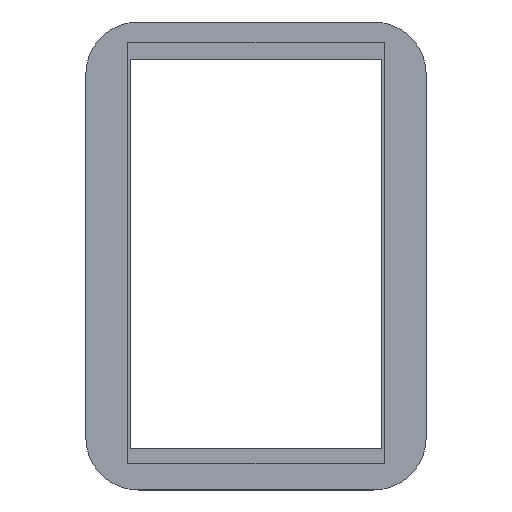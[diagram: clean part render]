
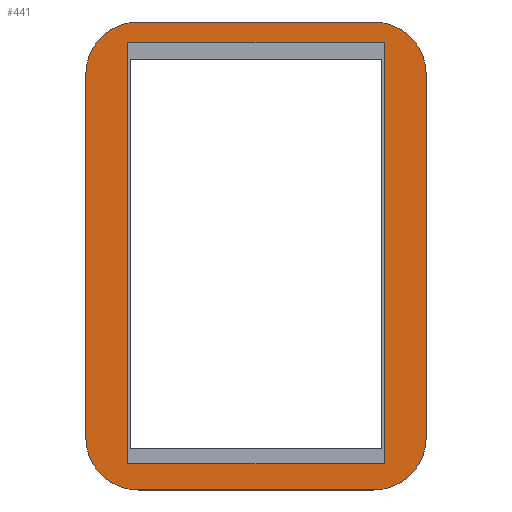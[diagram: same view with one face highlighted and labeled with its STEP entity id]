
A CAD part, top view. The second image highlights one B-rep face of the part: STEP entity #441.
In plain terms, the highlighted planar face has unit normal (0, 0, 1).
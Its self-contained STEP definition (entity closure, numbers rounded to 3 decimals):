
#13=CIRCLE('',#479,12.5);
#15=CIRCLE('',#483,12.5);
#16=CIRCLE('',#484,12.5);
#17=CIRCLE('',#485,12.5);
#31=FACE_BOUND('',#72,.T.);
#45=FACE_OUTER_BOUND('',#71,.T.);
#71=EDGE_LOOP('',(#345,#346,#347,#348,#349,#350,#351,#352));
#72=EDGE_LOOP('',(#353,#354,#355,#356));
#111=LINE('',#680,#163);
#114=LINE('',#686,#166);
#115=LINE('',#690,#167);
#116=LINE('',#694,#168);
#117=LINE('',#698,#169);
#118=LINE('',#700,#170);
#119=LINE('',#702,#171);
#120=LINE('',#703,#172);
#163=VECTOR('',#556,10.);
#166=VECTOR('',#561,10.);
#167=VECTOR('',#564,10.);
#168=VECTOR('',#567,10.);
#169=VECTOR('',#570,10.);
#170=VECTOR('',#571,10.);
#171=VECTOR('',#572,10.);
#172=VECTOR('',#573,10.);
#205=VERTEX_POINT('',#670);
#206=VERTEX_POINT('',#671);
#209=VERTEX_POINT('',#679);
#211=VERTEX_POINT('',#685);
#212=VERTEX_POINT('',#687);
#213=VERTEX_POINT('',#689);
#214=VERTEX_POINT('',#691);
#215=VERTEX_POINT('',#693);
#216=VERTEX_POINT('',#696);
#217=VERTEX_POINT('',#697);
#218=VERTEX_POINT('',#699);
#219=VERTEX_POINT('',#701);
#253=EDGE_CURVE('',#205,#206,#13,.T.);
#257=EDGE_CURVE('',#209,#206,#111,.T.);
#260=EDGE_CURVE('',#205,#211,#114,.T.);
#261=EDGE_CURVE('',#212,#211,#15,.T.);
#262=EDGE_CURVE('',#212,#213,#115,.T.);
#263=EDGE_CURVE('',#214,#213,#16,.T.);
#264=EDGE_CURVE('',#214,#215,#116,.T.);
#265=EDGE_CURVE('',#209,#215,#17,.T.);
#266=EDGE_CURVE('',#216,#217,#117,.T.);
#267=EDGE_CURVE('',#217,#218,#118,.T.);
#268=EDGE_CURVE('',#218,#219,#119,.T.);
#269=EDGE_CURVE('',#219,#216,#120,.T.);
#345=ORIENTED_EDGE('',*,*,#253,.F.);
#346=ORIENTED_EDGE('',*,*,#260,.T.);
#347=ORIENTED_EDGE('',*,*,#261,.F.);
#348=ORIENTED_EDGE('',*,*,#262,.T.);
#349=ORIENTED_EDGE('',*,*,#263,.F.);
#350=ORIENTED_EDGE('',*,*,#264,.T.);
#351=ORIENTED_EDGE('',*,*,#265,.F.);
#352=ORIENTED_EDGE('',*,*,#257,.T.);
#353=ORIENTED_EDGE('',*,*,#266,.T.);
#354=ORIENTED_EDGE('',*,*,#267,.T.);
#355=ORIENTED_EDGE('',*,*,#268,.T.);
#356=ORIENTED_EDGE('',*,*,#269,.T.);
#420=PLANE('',#482);
#441=ADVANCED_FACE('',(#45,#31),#420,.T.);
#479=AXIS2_PLACEMENT_3D('',#672,#548,#549);
#482=AXIS2_PLACEMENT_3D('',#684,#559,#560);
#483=AXIS2_PLACEMENT_3D('',#688,#562,#563);
#484=AXIS2_PLACEMENT_3D('',#692,#565,#566);
#485=AXIS2_PLACEMENT_3D('',#695,#568,#569);
#548=DIRECTION('center_axis',(0.,0.,-1.));
#549=DIRECTION('ref_axis',(-0.707,0.707,0.));
#556=DIRECTION('',(-1.,0.,0.));
#559=DIRECTION('center_axis',(0.,0.,1.));
#560=DIRECTION('ref_axis',(1.,0.,0.));
#561=DIRECTION('',(0.,-1.,0.));
#562=DIRECTION('center_axis',(0.,0.,-1.));
#563=DIRECTION('ref_axis',(-0.707,-0.707,0.));
#564=DIRECTION('',(1.,0.,0.));
#565=DIRECTION('center_axis',(0.,0.,-1.));
#566=DIRECTION('ref_axis',(0.707,-0.707,0.));
#567=DIRECTION('',(0.,1.,0.));
#568=DIRECTION('center_axis',(0.,0.,-1.));
#569=DIRECTION('ref_axis',(0.707,0.707,0.));
#570=DIRECTION('',(0.,1.,0.));
#571=DIRECTION('',(1.,0.,0.));
#572=DIRECTION('',(0.,-1.,0.));
#573=DIRECTION('',(-1.,0.,0.));
#670=CARTESIAN_POINT('',(-40.6,23.3,0.6));
#671=CARTESIAN_POINT('',(-28.1,35.8,0.6));
#672=CARTESIAN_POINT('Origin',(-28.1,23.3,0.6));
#679=CARTESIAN_POINT('',(28.1,35.8,0.6));
#680=CARTESIAN_POINT('',(-40.6,35.8,0.6));
#684=CARTESIAN_POINT('Origin',(0.,-20.,0.6));
#685=CARTESIAN_POINT('',(-40.6,-63.3,0.6));
#686=CARTESIAN_POINT('',(-40.6,-75.8,0.6));
#687=CARTESIAN_POINT('',(-28.1,-75.8,0.6));
#688=CARTESIAN_POINT('Origin',(-28.1,-63.3,0.6));
#689=CARTESIAN_POINT('',(28.1,-75.8,0.6));
#690=CARTESIAN_POINT('',(40.6,-75.8,0.6));
#691=CARTESIAN_POINT('',(40.6,-63.3,0.6));
#692=CARTESIAN_POINT('Origin',(28.1,-63.3,0.6));
#693=CARTESIAN_POINT('',(40.6,23.3,0.6));
#694=CARTESIAN_POINT('',(40.6,35.8,0.6));
#695=CARTESIAN_POINT('Origin',(28.1,23.3,0.6));
#696=CARTESIAN_POINT('',(-30.6,-69.6,0.6));
#697=CARTESIAN_POINT('',(-30.6,30.8,0.6));
#698=CARTESIAN_POINT('',(-30.6,30.8,0.6));
#699=CARTESIAN_POINT('',(30.6,30.8,0.6));
#700=CARTESIAN_POINT('',(-30.6,30.8,0.6));
#701=CARTESIAN_POINT('',(30.6,-69.6,0.6));
#702=CARTESIAN_POINT('',(30.6,30.8,0.6));
#703=CARTESIAN_POINT('',(-30.6,-69.6,0.6));
